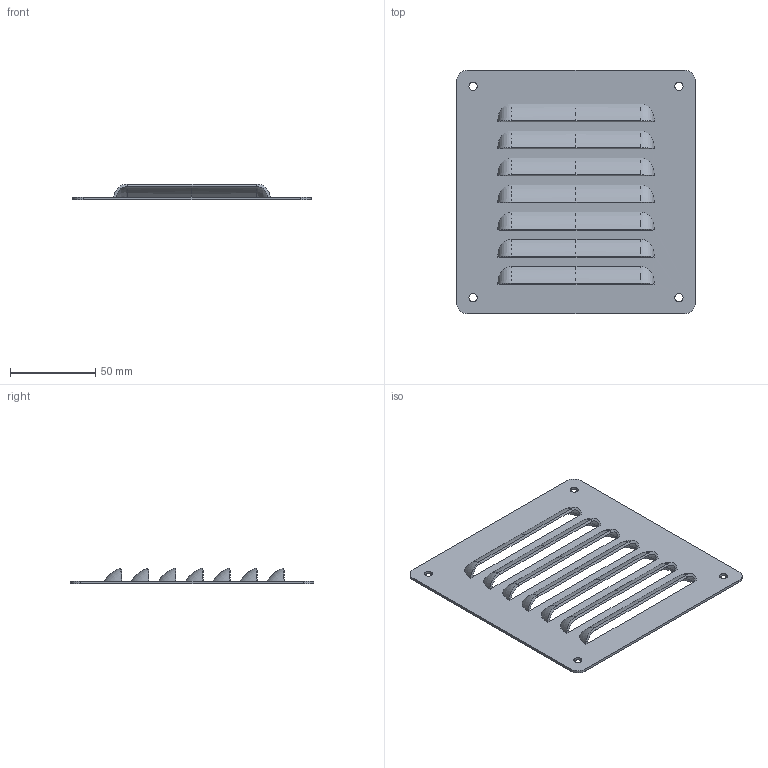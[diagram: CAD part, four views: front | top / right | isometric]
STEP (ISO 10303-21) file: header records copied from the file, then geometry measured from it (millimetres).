
FILE_DESCRIPTION (( 'STEP AP214' ), '1' );
FILE_NAME ('SCE-AVK44.STEP', '2022-09-02T15:51:01', ( '' ), ( '' ), 'SwSTEP 2.0', 'SolidWorks 2021', '' );
FILE_SCHEMA (( 'AUTOMOTIVE_DESIGN' ));
Length unit declared in the file: inch
Products named in the file (1): SCE-AVK44
Bounding box: 139.7 x 142.88 x 9.35 mm (x, y, z)
Volume: 33799.8 mm3; surface area: 47035 mm2
Topology: 1 solids, 1 shells, 123 faces, 300 edges, 179 vertices
Faces by surface type: bspline 56, cylinder 40, plane 27
Entity records: 19199 total; most frequent: CARTESIAN_POINT 16686, ORIENTED_EDGE 600, DIRECTION 330, EDGE_CURVE 300, VERTEX_POINT 179, EDGE_LOOP 145, B_SPLINE_CURVE_WITH_KNOTS 144, ADVANCED_FACE 123
